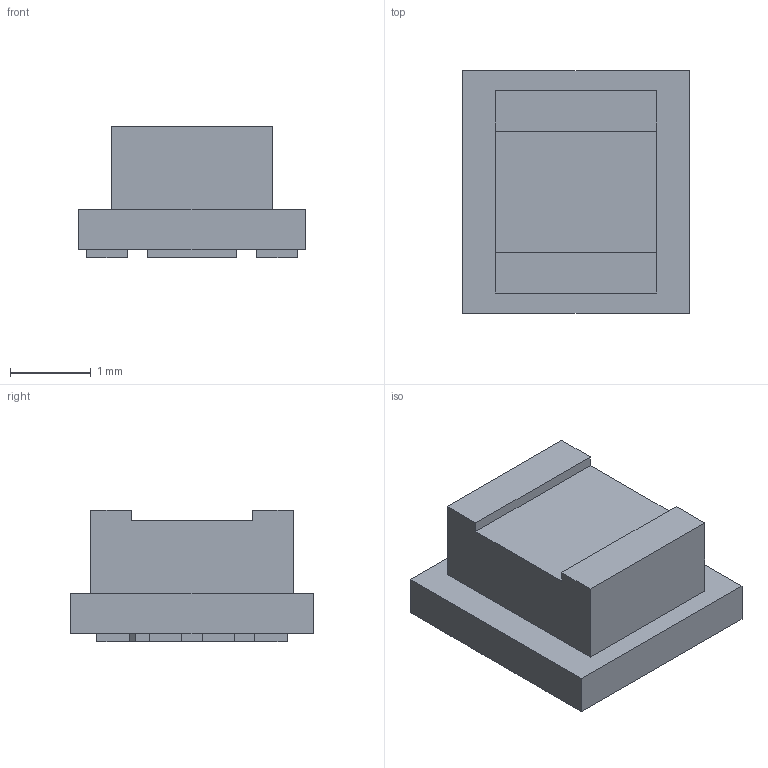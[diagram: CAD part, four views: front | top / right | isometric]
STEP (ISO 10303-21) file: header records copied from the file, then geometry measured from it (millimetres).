
FILE_DESCRIPTION( ( '' ), ' ' );
FILE_NAME( '59a326600e2f4a0f0dfb2770.step', '2017-08-27T20:06:56', ( '' ), ( '' ), ' ', ' ', ' ' );
FILE_SCHEMA( ( 'AUTOMOTIVE_DESIGN { 1 0 10303 214 1 1 1 1 }' ) );
Length unit declared in the file: metre
Products named in the file (1): tps82130
Bounding box: 2.8 x 3 x 1.63 mm (x, y, z)
Volume: 9.3 mm3; surface area: 34 mm2
Topology: 1 solids, 1 shells, 61 faces, 147 edges, 98 vertices
Faces by surface type: plane 61
Entity records: 2245 total; most frequent: CARTESIAN_POINT 307, ORIENTED_EDGE 294, DIRECTION 271, EDGE_CURVE 147, LINE 147, VECTOR 147, VERTEX_POINT 98, EDGE_LOOP 71
